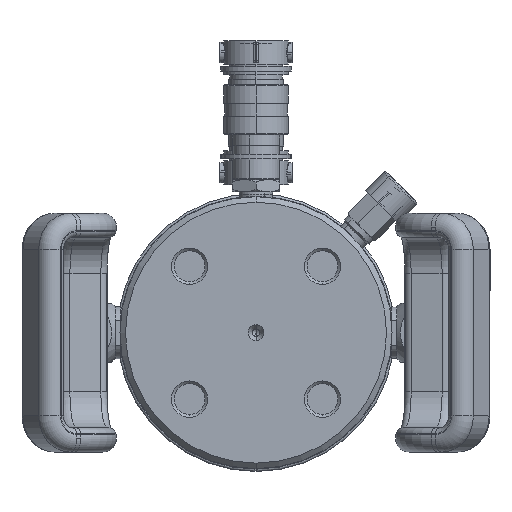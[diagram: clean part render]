
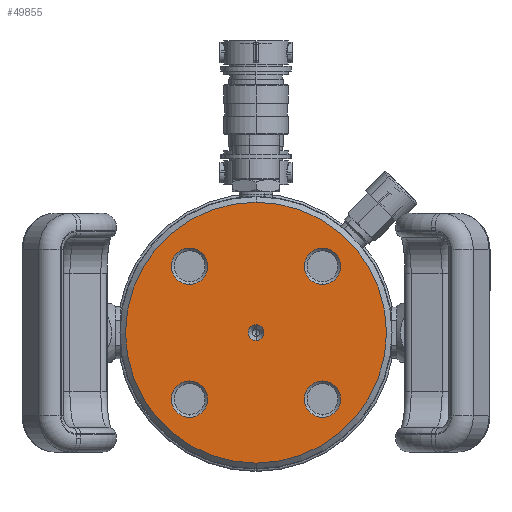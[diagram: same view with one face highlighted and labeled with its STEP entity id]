
A CAD part, front view. The second image highlights one B-rep face of the part: STEP entity #49855.
In plain terms, the highlighted planar face has unit normal (0, -1, 0).
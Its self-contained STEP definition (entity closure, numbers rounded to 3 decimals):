
#839 = EDGE_LOOP ( 'NONE', ( #8309, #42170 ) ) ;
#2608 = CIRCLE ( 'NONE', #47691, 4.25 ) ;
#3000 = AXIS2_PLACEMENT_3D ( 'NONE', #22843, #43014, #63368 ) ;
#3041 = DIRECTION ( 'NONE',  ( 0., 0., 1. ) ) ;
#3094 = EDGE_CURVE ( 'NONE', #63971, #31972, #30389, .T. ) ;
#3322 = CIRCLE ( 'NONE', #31159, 70.5 ) ;
#4136 = EDGE_LOOP ( 'NONE', ( #49977, #55916 ) ) ;
#4202 = CIRCLE ( 'NONE', #57718, 9.834 ) ;
#6517 = VERTEX_POINT ( 'NONE', #62544 ) ;
#6760 = CARTESIAN_POINT ( 'NONE',  ( 0., 0., 0. ) ) ;
#6859 = VERTEX_POINT ( 'NONE', #10323 ) ;
#7416 = DIRECTION ( 'NONE',  ( 0., -1., 0. ) ) ;
#7824 = CARTESIAN_POINT ( 'NONE',  ( 35.921, 0., -45.755 ) ) ;
#8276 = CARTESIAN_POINT ( 'NONE',  ( 0., 0., 0. ) ) ;
#8309 = ORIENTED_EDGE ( 'NONE', *, *, #64488, .T. ) ;
#8391 = DIRECTION ( 'NONE',  ( 0., 0., 1. ) ) ;
#9398 = DIRECTION ( 'NONE',  ( 0., 0., 1. ) ) ;
#9789 = AXIS2_PLACEMENT_3D ( 'NONE', #35838, #35604, #15269 ) ;
#10266 = DIRECTION ( 'NONE',  ( 0., 1., 0. ) ) ;
#10323 = CARTESIAN_POINT ( 'NONE',  ( 0., 0., 70.5 ) ) ;
#11052 = AXIS2_PLACEMENT_3D ( 'NONE', #49029, #18801, #53856 ) ;
#11157 = DIRECTION ( 'NONE',  ( 0., -1., 0. ) ) ;
#11612 = AXIS2_PLACEMENT_3D ( 'NONE', #58239, #53648, #63270 ) ;
#11977 = EDGE_CURVE ( 'NONE', #39406, #13221, #19143, .T. ) ;
#12013 = EDGE_CURVE ( 'NONE', #40545, #62516, #25421, .T. ) ;
#13221 = VERTEX_POINT ( 'NONE', #46037 ) ;
#13550 = AXIS2_PLACEMENT_3D ( 'NONE', #25021, #44075, #24163 ) ;
#13628 = DIRECTION ( 'NONE',  ( 0., 1., 0. ) ) ;
#13839 = CARTESIAN_POINT ( 'NONE',  ( 35.921, 0., 26.087 ) ) ;
#13995 = CARTESIAN_POINT ( 'NONE',  ( 35.921, 0., 35.921 ) ) ;
#14233 = ORIENTED_EDGE ( 'NONE', *, *, #16204, .F. ) ;
#15269 = DIRECTION ( 'NONE',  ( 0., 0., 1. ) ) ;
#15676 = CARTESIAN_POINT ( 'NONE',  ( -35.921, 0., -45.755 ) ) ;
#15813 = ORIENTED_EDGE ( 'NONE', *, *, #29732, .T. ) ;
#15874 = EDGE_LOOP ( 'NONE', ( #15813, #28218 ) ) ;
#15981 = CARTESIAN_POINT ( 'NONE',  ( -35.921, 0., 45.755 ) ) ;
#16204 = EDGE_CURVE ( 'NONE', #31972, #63971, #2608, .T. ) ;
#17056 = CIRCLE ( 'NONE', #37978, 9.834 ) ;
#17437 = FACE_BOUND ( 'NONE', #57700, .T. ) ;
#18371 = CIRCLE ( 'NONE', #3000, 9.834 ) ;
#18416 = CARTESIAN_POINT ( 'NONE',  ( 0., 0., 0. ) ) ;
#18487 = DIRECTION ( 'NONE',  ( 0., 1., 0. ) ) ;
#18801 = DIRECTION ( 'NONE',  ( 0., 1., 0. ) ) ;
#19143 = CIRCLE ( 'NONE', #49640, 9.834 ) ;
#19853 = VERTEX_POINT ( 'NONE', #22537 ) ;
#20135 = DIRECTION ( 'NONE',  ( 0., 0., 1. ) ) ;
#20460 = ORIENTED_EDGE ( 'NONE', *, *, #48626, .T. ) ;
#20500 = CIRCLE ( 'NONE', #11052, 9.834 ) ;
#21836 = DIRECTION ( 'NONE',  ( 0., 0., -1. ) ) ;
#22537 = CARTESIAN_POINT ( 'NONE',  ( 35.921, 0., -26.087 ) ) ;
#22843 = CARTESIAN_POINT ( 'NONE',  ( -35.921, 0., 35.921 ) ) ;
#23292 = EDGE_CURVE ( 'NONE', #13221, #39406, #4202, .T. ) ;
#24163 = DIRECTION ( 'NONE',  ( 0., 0., 1. ) ) ;
#25021 = CARTESIAN_POINT ( 'NONE',  ( -35.921, 0., 35.921 ) ) ;
#25421 = CIRCLE ( 'NONE', #13550, 9.834 ) ;
#27946 = DIRECTION ( 'NONE',  ( 0., 1., 0. ) ) ;
#28218 = ORIENTED_EDGE ( 'NONE', *, *, #49075, .T. ) ;
#28300 = CARTESIAN_POINT ( 'NONE',  ( 35.921, 0., 45.755 ) ) ;
#28480 = VERTEX_POINT ( 'NONE', #13839 ) ;
#29551 = CARTESIAN_POINT ( 'NONE',  ( 35.921, 0., -35.921 ) ) ;
#29732 = EDGE_CURVE ( 'NONE', #28480, #39664, #41019, .T. ) ;
#30389 = CIRCLE ( 'NONE', #36180, 4.25 ) ;
#31159 = AXIS2_PLACEMENT_3D ( 'NONE', #8276, #7416, #47453 ) ;
#31425 = ORIENTED_EDGE ( 'NONE', *, *, #3094, .F. ) ;
#31524 = AXIS2_PLACEMENT_3D ( 'NONE', #38259, #27946, #3041 ) ;
#31972 = VERTEX_POINT ( 'NONE', #49144 ) ;
#31985 = AXIS2_PLACEMENT_3D ( 'NONE', #13995, #10266, #9398 ) ;
#33089 = DIRECTION ( 'NONE',  ( 0., -1., 0. ) ) ;
#33181 = ORIENTED_EDGE ( 'NONE', *, *, #54573, .T. ) ;
#33794 = CARTESIAN_POINT ( 'NONE',  ( -35.921, 0., 26.087 ) ) ;
#34199 = CARTESIAN_POINT ( 'NONE',  ( -35.921, 0., -35.921 ) ) ;
#35604 = DIRECTION ( 'NONE',  ( 0., 1., 0. ) ) ;
#35838 = CARTESIAN_POINT ( 'NONE',  ( 0., 0., 0. ) ) ;
#36180 = AXIS2_PLACEMENT_3D ( 'NONE', #6760, #11157, #21836 ) ;
#37033 = FACE_OUTER_BOUND ( 'NONE', #839, .T. ) ;
#37661 = EDGE_LOOP ( 'NONE', ( #20460, #51442 ) ) ;
#37969 = EDGE_CURVE ( 'NONE', #19853, #52240, #20500, .T. ) ;
#37978 = AXIS2_PLACEMENT_3D ( 'NONE', #29551, #55397, #20135 ) ;
#38135 = DIRECTION ( 'NONE',  ( 0., 0., -1. ) ) ;
#38259 = CARTESIAN_POINT ( 'NONE',  ( 35.921, 0., 35.921 ) ) ;
#39406 = VERTEX_POINT ( 'NONE', #15676 ) ;
#39664 = VERTEX_POINT ( 'NONE', #28300 ) ;
#40545 = VERTEX_POINT ( 'NONE', #15981 ) ;
#40652 = PLANE ( 'NONE',  #9789 ) ;
#41019 = CIRCLE ( 'NONE', #31985, 9.834 ) ;
#42170 = ORIENTED_EDGE ( 'NONE', *, *, #50486, .T. ) ;
#43014 = DIRECTION ( 'NONE',  ( 0., 1., 0. ) ) ;
#43449 = CARTESIAN_POINT ( 'NONE',  ( -35.921, 0., -35.921 ) ) ;
#44075 = DIRECTION ( 'NONE',  ( 0., 1., 0. ) ) ;
#46037 = CARTESIAN_POINT ( 'NONE',  ( -35.921, 0., -26.087 ) ) ;
#47197 = FACE_BOUND ( 'NONE', #15874, .T. ) ;
#47453 = DIRECTION ( 'NONE',  ( 0., 0., 1. ) ) ;
#47691 = AXIS2_PLACEMENT_3D ( 'NONE', #18416, #33089, #38135 ) ;
#48029 = FACE_BOUND ( 'NONE', #37661, .T. ) ;
#48626 = EDGE_CURVE ( 'NONE', #62516, #40545, #18371, .T. ) ;
#48998 = EDGE_LOOP ( 'NONE', ( #14233, #31425 ) ) ;
#49029 = CARTESIAN_POINT ( 'NONE',  ( 35.921, 0., -35.921 ) ) ;
#49075 = EDGE_CURVE ( 'NONE', #39664, #28480, #58278, .T. ) ;
#49144 = CARTESIAN_POINT ( 'NONE',  ( 0., 0., -4.25 ) ) ;
#49622 = FACE_BOUND ( 'NONE', #48998, .T. ) ;
#49640 = AXIS2_PLACEMENT_3D ( 'NONE', #43449, #18487, #50023 ) ;
#49855 = ADVANCED_FACE ( 'NONE', ( #17437, #56643, #48029, #47197, #37033, #49622 ), #40652, .F. ) ;
#49977 = ORIENTED_EDGE ( 'NONE', *, *, #11977, .T. ) ;
#50023 = DIRECTION ( 'NONE',  ( 0., 0., 1. ) ) ;
#50116 = ORIENTED_EDGE ( 'NONE', *, *, #37969, .T. ) ;
#50486 = EDGE_CURVE ( 'NONE', #6517, #6859, #3322, .T. ) ;
#51442 = ORIENTED_EDGE ( 'NONE', *, *, #12013, .T. ) ;
#51765 = CARTESIAN_POINT ( 'NONE',  ( 0., 0., 4.25 ) ) ;
#52240 = VERTEX_POINT ( 'NONE', #7824 ) ;
#53648 = DIRECTION ( 'NONE',  ( 0., -1., 0. ) ) ;
#53856 = DIRECTION ( 'NONE',  ( 0., 0., 1. ) ) ;
#53940 = CIRCLE ( 'NONE', #11612, 70.5 ) ;
#54573 = EDGE_CURVE ( 'NONE', #52240, #19853, #17056, .T. ) ;
#55397 = DIRECTION ( 'NONE',  ( 0., 1., 0. ) ) ;
#55916 = ORIENTED_EDGE ( 'NONE', *, *, #23292, .T. ) ;
#56643 = FACE_BOUND ( 'NONE', #4136, .T. ) ;
#57700 = EDGE_LOOP ( 'NONE', ( #33181, #50116 ) ) ;
#57718 = AXIS2_PLACEMENT_3D ( 'NONE', #34199, #13628, #8391 ) ;
#58239 = CARTESIAN_POINT ( 'NONE',  ( 0., 0., 0. ) ) ;
#58278 = CIRCLE ( 'NONE', #31524, 9.834 ) ;
#62516 = VERTEX_POINT ( 'NONE', #33794 ) ;
#62544 = CARTESIAN_POINT ( 'NONE',  ( 0., 0., -70.5 ) ) ;
#63270 = DIRECTION ( 'NONE',  ( 0., 0., 1. ) ) ;
#63368 = DIRECTION ( 'NONE',  ( 0., 0., 1. ) ) ;
#63971 = VERTEX_POINT ( 'NONE', #51765 ) ;
#64488 = EDGE_CURVE ( 'NONE', #6859, #6517, #53940, .T. ) ;
